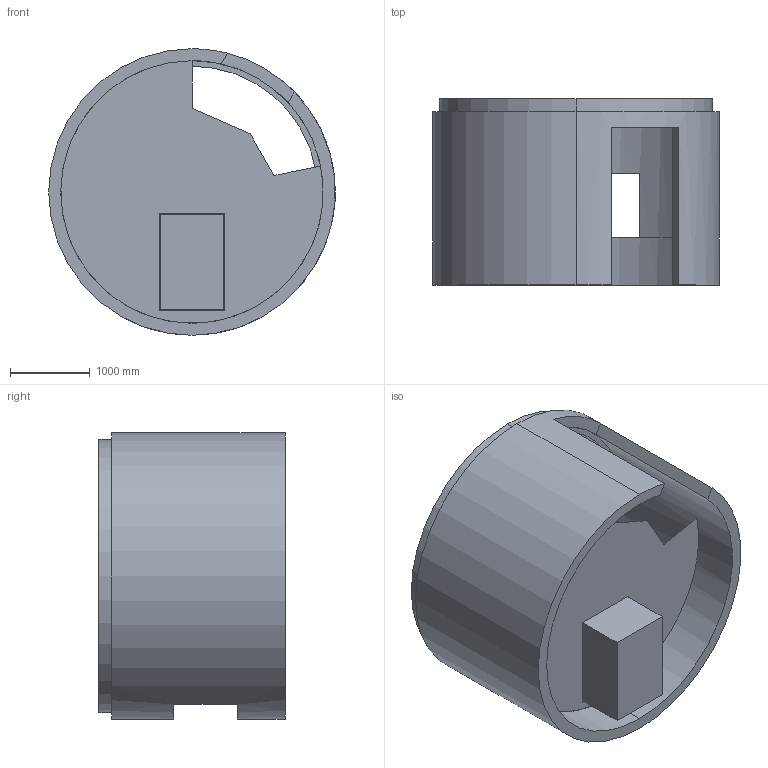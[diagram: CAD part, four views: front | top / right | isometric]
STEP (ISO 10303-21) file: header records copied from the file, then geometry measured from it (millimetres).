
FILE_DESCRIPTION (( 'STEP AP203' ), '1' );
FILE_NAME ('Rosace building.STEP', '2015-04-29T10:00:54', ( 'SolidWorks' ), ( 'Etude mécanique' ), 'SwSTEP 2.0', 'SolidWorks 2002296', '' );
FILE_SCHEMA (( 'CONFIG_CONTROL_DESIGN' ));
Length unit declared in the file: metre
Products named in the file (1): Rosace building
Bounding box: 3600 x 2340 x 3600 mm (x, y, z)
Surface area: 61835384 mm2 (no closed solid volume)
Topology: 0 solids, 8 shells, 54 faces, 144 edges, 103 vertices
Faces by surface type: plane 42, cylinder 12
Entity records: 1770 total; most frequent: CARTESIAN_POINT 302, DIRECTION 291, ORIENTED_EDGE 267, EDGE_CURVE 144, LINE 107, VECTOR 107, VERTEX_POINT 103, AXIS2_PLACEMENT_3D 92
